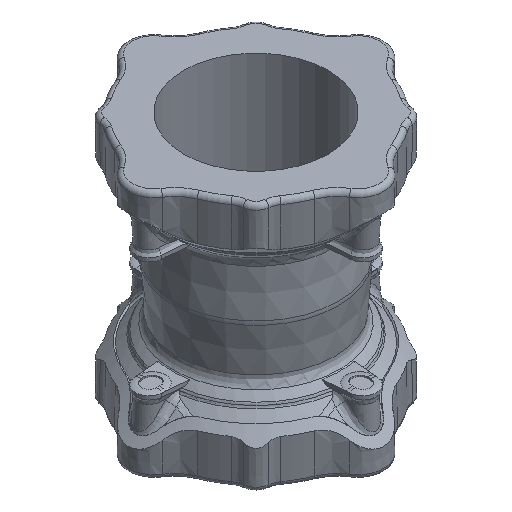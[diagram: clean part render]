
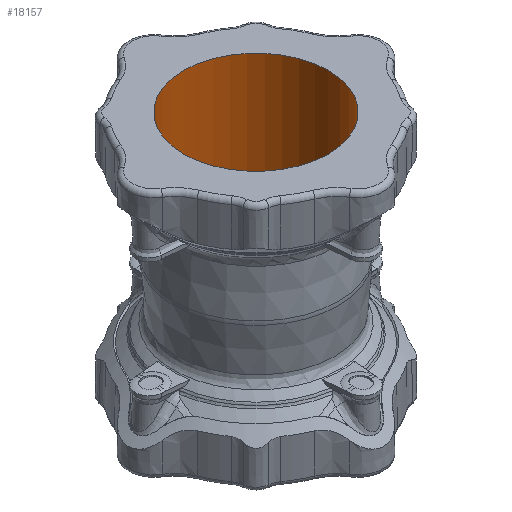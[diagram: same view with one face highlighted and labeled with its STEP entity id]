
A CAD part, isometric view. The second image highlights one B-rep face of the part: STEP entity #18157.
In plain terms, the highlighted cylindrical face has radius 80.5 mm (diameter 161 mm), a full revolution.
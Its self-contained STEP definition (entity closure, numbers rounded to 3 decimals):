
#334 = ORIENTED_EDGE ( 'NONE', *, *, #9659, .F. ) ;
#335 = ORIENTED_EDGE ( 'NONE', *, *, #9430, .T. ) ;
#807 = EDGE_LOOP ( 'NONE', ( #334 ) ) ;
#809 = EDGE_LOOP ( 'NONE', ( #335 ) ) ;
#1310 = AXIS2_PLACEMENT_3D ( 'NONE', #25766, #25767, #25768 ) ;
#1427 = AXIS2_PLACEMENT_3D ( 'NONE', #4299, #4300, #4301 ) ;
#2456 = AXIS2_PLACEMENT_3D ( 'NONE', #12432, #12433, #12427 ) ;
#4299 = CARTESIAN_POINT ( 'NONE',  ( 0., 0., 138.5 ) ) ;
#4300 = DIRECTION ( 'NONE',  ( 0., 0., -1. ) ) ;
#4301 = DIRECTION ( 'NONE',  ( -1., 0., 0. ) ) ;
#7053 = CIRCLE ( 'NONE', #1310, 80.5 ) ;
#7249 = CIRCLE ( 'NONE', #1427, 80.5 ) ;
#9430 = EDGE_CURVE ( 'NONE', #16767, #16767, #7053, .T. ) ;
#9659 = EDGE_CURVE ( 'NONE', #16768, #16768, #7249, .T. ) ;
#12427 = DIRECTION ( 'NONE',  ( -1., 0., 0. ) ) ;
#12432 = CARTESIAN_POINT ( 'NONE',  ( 0., 0., 138.5 ) ) ;
#12433 = DIRECTION ( 'NONE',  ( 0., 0., -1. ) ) ;
#15891 = FACE_OUTER_BOUND ( 'NONE', #809, .T. ) ;
#15893 = FACE_OUTER_BOUND ( 'NONE', #807, .T. ) ;
#15898 = CYLINDRICAL_SURFACE ( 'NONE', #2456, 80.5 ) ;
#16767 = VERTEX_POINT ( 'NONE', #25070 ) ;
#16768 = VERTEX_POINT ( 'NONE', #25090 ) ;
#18157 = ADVANCED_FACE ( 'NONE', ( #15893, #15891 ), #15898, .F. ) ;
#25070 = CARTESIAN_POINT ( 'NONE',  ( -80.5, 0., -138.5 ) ) ;
#25090 = CARTESIAN_POINT ( 'NONE',  ( -80.5, 0., 138.5 ) ) ;
#25766 = CARTESIAN_POINT ( 'NONE',  ( 0., 0., -138.5 ) ) ;
#25767 = DIRECTION ( 'NONE',  ( 0., 0., -1. ) ) ;
#25768 = DIRECTION ( 'NONE',  ( -1., 0., 0. ) ) ;
